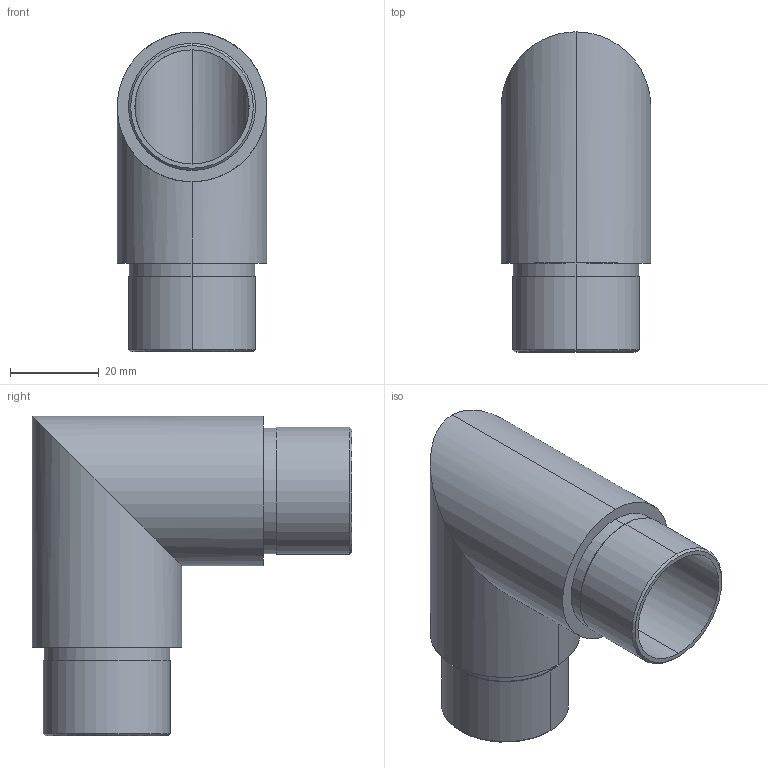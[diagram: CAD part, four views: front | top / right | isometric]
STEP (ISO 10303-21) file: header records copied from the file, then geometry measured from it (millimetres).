
FILE_DESCRIPTION (( 'STEP AP203' ), '1' );
FILE_NAME ('56171-320-25.step', '2021-06-10T13:31:51', ( '' ), ( '' ), 'SwSTEP 2.0', 'SolidWorks 2018', '' );
FILE_SCHEMA (( 'CONFIG_CONTROL_DESIGN' ));
Length unit declared in the file: millimetre
Products named in the file (2): 56171-320-25
Bounding box: 33.7 x 72 x 72 mm (x, y, z)
Volume: 31055 mm3; surface area: 20705.5 mm2
Topology: 1 solids, 1 shells, 269 faces, 708 edges, 470 vertices
Faces by surface type: plane 116, bspline 108, cylinder 41, cone 4
Entity records: 12656 total; most frequent: CARTESIAN_POINT 6584, ORIENTED_EDGE 1416, DIRECTION 898, EDGE_CURVE 708, VERTEX_POINT 470, VECTOR 336, LINE 336, EDGE_LOOP 300
